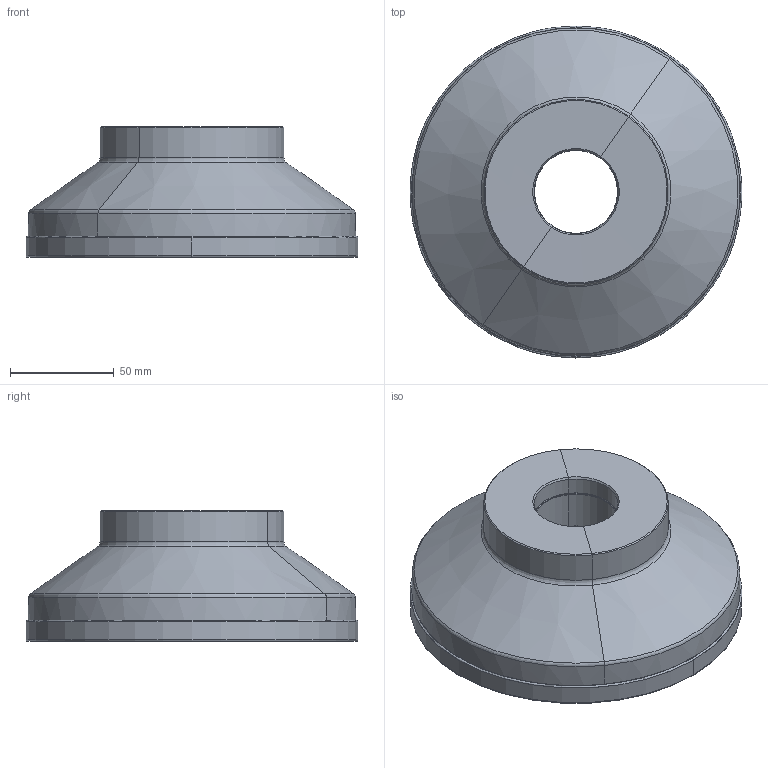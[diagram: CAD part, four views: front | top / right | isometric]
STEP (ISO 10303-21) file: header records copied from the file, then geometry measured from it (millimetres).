
FILE_DESCRIPTION((''),'2;1');
FILE_NAME('607041210-000-00-E43','2020-02-07T13:07:23',('bernerhp'),(''),'CREO PARAMETRIC BY PTC INC, 2019030','CREO PARAMETRIC BY PTC INC, 2019030','');
FILE_SCHEMA(('AP242_MANAGED_MODEL_BASED_3D_ENGINEERING_MIM_LF { 1 0 10303 442 1 1 4 }'));
Length unit declared in the file: millimetre
Products named in the file (1): 607041210-000-00-E43
Bounding box: 160 x 160 x 63 mm (x, y, z)
Volume: 635452.4 mm3; surface area: 65684.1 mm2
Topology: 1 solids, 1 shells, 51 faces, 186 edges, 146 vertices
Faces by surface type: cone 16, torus 16, cylinder 14, plane 5
Entity records: 2784 total; most frequent: DIRECTION 392, CARTESIAN_POINT 300, ORIENTED_EDGE 204, PRESENTATION_STYLE_ASSIGNMENT 202, STYLED_ITEM 190, CURVE_STYLE 189, AXIS2_PLACEMENT_3D 151, EDGE_CURVE 102
